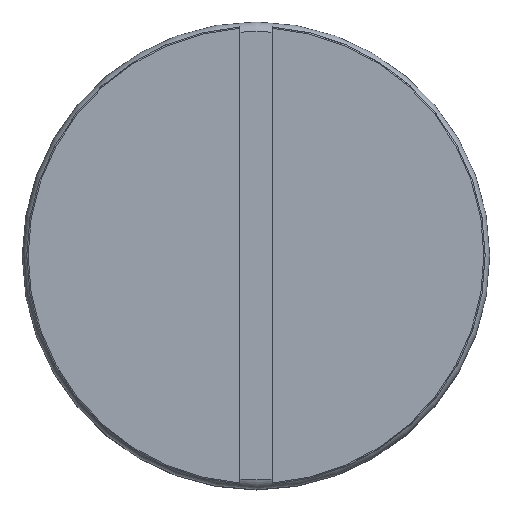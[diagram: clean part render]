
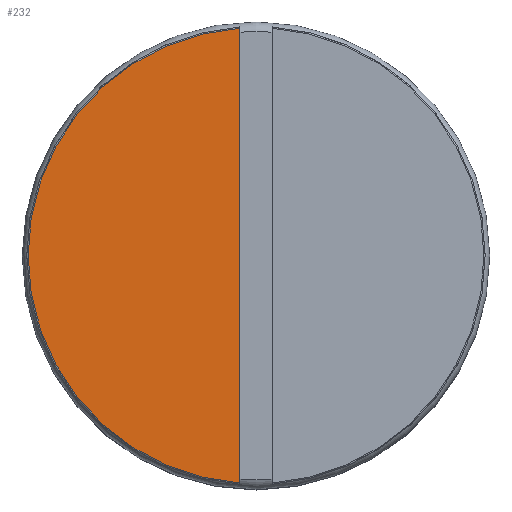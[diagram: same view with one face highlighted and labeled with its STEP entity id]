
A CAD part, top view. The second image highlights one B-rep face of the part: STEP entity #232.
In plain terms, the highlighted planar face has unit normal (0, 0, 1).
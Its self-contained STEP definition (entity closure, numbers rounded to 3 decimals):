
#36=CIRCLE('',#264,8.533);
#52=ORIENTED_EDGE('',*,*,#108,.F.);
#53=ORIENTED_EDGE('',*,*,#109,.F.);
#108=EDGE_CURVE('',#136,#137,#158,.T.);
#109=EDGE_CURVE('',#137,#136,#36,.T.);
#136=VERTEX_POINT('',#374);
#137=VERTEX_POINT('',#375);
#158=LINE('',#373,#162);
#162=VECTOR('',#301,1000.);
#166=EDGE_LOOP('',(#52,#53));
#194=FACE_BOUND('',#166,.T.);
#222=PLANE('',#263);
#232=ADVANCED_FACE('',(#194),#222,.F.);
#263=AXIS2_PLACEMENT_3D('',#372,#299,#300);
#264=AXIS2_PLACEMENT_3D('',#376,#302,#303);
#299=DIRECTION('',(0.,0.,-1.));
#300=DIRECTION('',(-1.,0.,0.));
#301=DIRECTION('',(0.,-1.,0.));
#302=DIRECTION('',(0.,0.,-1.));
#303=DIRECTION('',(-1.,0.,0.));
#372=CARTESIAN_POINT('',(0.,0.,15.));
#373=CARTESIAN_POINT('',(-0.6,0.,15.));
#374=CARTESIAN_POINT('',(-0.6,8.512,15.));
#375=CARTESIAN_POINT('',(-0.6,-8.512,15.));
#376=CARTESIAN_POINT('',(0.,0.,15.));
